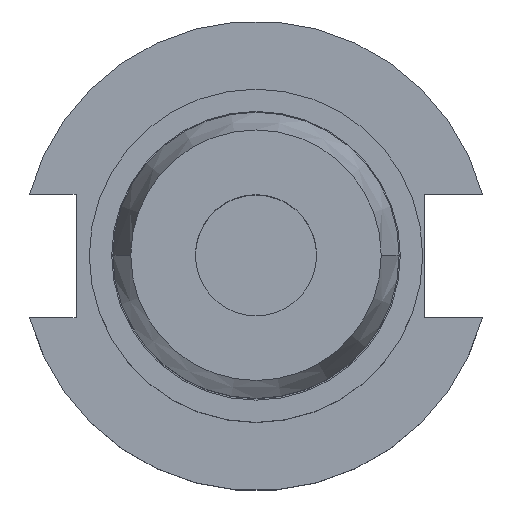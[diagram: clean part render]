
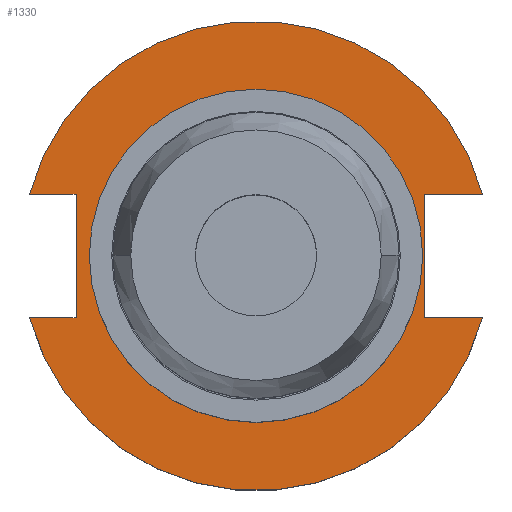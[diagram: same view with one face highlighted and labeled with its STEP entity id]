
A CAD part, top view. The second image highlights one B-rep face of the part: STEP entity #1330.
In plain terms, the highlighted planar face has unit normal (0, 0, 1).
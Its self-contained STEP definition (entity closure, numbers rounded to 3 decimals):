
#28 = DIRECTION ( 'NONE',  ( 1., 0., 0. ) ) ;
#51 = CARTESIAN_POINT ( 'NONE',  ( 35.306, -12.954, 19.05 ) ) ;
#53 = CARTESIAN_POINT ( 'NONE',  ( 47.477, 12.954, 19.05 ) ) ;
#56 = DIRECTION ( 'NONE',  ( 0., 0., 1. ) ) ;
#118 = LINE ( 'NONE', #719, #841 ) ;
#123 = EDGE_LOOP ( 'NONE', ( #684, #1771 ) ) ;
#215 = CIRCLE ( 'NONE', #1494, 34.925 ) ;
#224 = VERTEX_POINT ( 'NONE', #53 ) ;
#240 = CARTESIAN_POINT ( 'NONE',  ( -47.477, -12.954, 19.05 ) ) ;
#266 = DIRECTION ( 'NONE',  ( -1., 0., 0. ) ) ;
#370 = VECTOR ( 'NONE', #1967, 1000. ) ;
#415 = AXIS2_PLACEMENT_3D ( 'NONE', #764, #909, #433 ) ;
#419 = ORIENTED_EDGE ( 'NONE', *, *, #1929, .F. ) ;
#426 = DIRECTION ( 'NONE',  ( 1., 0., 0. ) ) ;
#430 = CARTESIAN_POINT ( 'NONE',  ( -34.925, 0., 19.05 ) ) ;
#432 = VERTEX_POINT ( 'NONE', #51 ) ;
#433 = DIRECTION ( 'NONE',  ( 1., 0., 0. ) ) ;
#473 = CARTESIAN_POINT ( 'NONE',  ( -37.719, 12.954, 19.05 ) ) ;
#486 = CIRCLE ( 'NONE', #1775, 34.925 ) ;
#489 = EDGE_CURVE ( 'NONE', #224, #1377, #1307, .T. ) ;
#515 = DIRECTION ( 'NONE',  ( 0., 0., 1. ) ) ;
#537 = FACE_OUTER_BOUND ( 'NONE', #1654, .T. ) ;
#561 = VERTEX_POINT ( 'NONE', #1188 ) ;
#564 = EDGE_CURVE ( 'NONE', #1748, #1769, #1456, .T. ) ;
#593 = DIRECTION ( 'NONE',  ( 1., 0., 0. ) ) ;
#595 = CARTESIAN_POINT ( 'NONE',  ( 35.306, -12.954, 19.05 ) ) ;
#597 = DIRECTION ( 'NONE',  ( 0., 0., 1. ) ) ;
#602 = AXIS2_PLACEMENT_3D ( 'NONE', #966, #56, #1132 ) ;
#603 = DIRECTION ( 'NONE',  ( 0., -1., 0. ) ) ;
#640 = VECTOR ( 'NONE', #994, 1000. ) ;
#660 = CARTESIAN_POINT ( 'NONE',  ( -37.719, 12.954, 19.05 ) ) ;
#662 = ORIENTED_EDGE ( 'NONE', *, *, #785, .F. ) ;
#674 = VERTEX_POINT ( 'NONE', #1951 ) ;
#684 = ORIENTED_EDGE ( 'NONE', *, *, #1145, .F. ) ;
#707 = CARTESIAN_POINT ( 'NONE',  ( -37.719, -12.954, 19.05 ) ) ;
#716 = VERTEX_POINT ( 'NONE', #430 ) ;
#717 = CARTESIAN_POINT ( 'NONE',  ( -63.719, -12.954, 19.05 ) ) ;
#719 = CARTESIAN_POINT ( 'NONE',  ( 35.306, 12.954, 19.05 ) ) ;
#764 = CARTESIAN_POINT ( 'NONE',  ( 0., 49.212, 19.05 ) ) ;
#776 = CARTESIAN_POINT ( 'NONE',  ( 35.306, 12.954, 19.05 ) ) ;
#785 = EDGE_CURVE ( 'NONE', #432, #561, #1776, .T. ) ;
#841 = VECTOR ( 'NONE', #266, 1000. ) ;
#850 = EDGE_CURVE ( 'NONE', #1130, #1377, #1681, .T. ) ;
#909 = DIRECTION ( 'NONE',  ( 0., 0., 1. ) ) ;
#920 = ORIENTED_EDGE ( 'NONE', *, *, #564, .F. ) ;
#936 = DIRECTION ( 'NONE',  ( 1., 0., 0. ) ) ;
#966 = CARTESIAN_POINT ( 'NONE',  ( 0., 0., 19.05 ) ) ;
#994 = DIRECTION ( 'NONE',  ( 1., 0., 0. ) ) ;
#1049 = PLANE ( 'NONE',  #415 ) ;
#1066 = CARTESIAN_POINT ( 'NONE',  ( 0., 0., 19.05 ) ) ;
#1076 = CARTESIAN_POINT ( 'NONE',  ( -63.719, 12.954, 19.05 ) ) ;
#1130 = VERTEX_POINT ( 'NONE', #660 ) ;
#1132 = DIRECTION ( 'NONE',  ( 1., 0., 0. ) ) ;
#1138 = CARTESIAN_POINT ( 'NONE',  ( 0., 0., 19.05 ) ) ;
#1145 = EDGE_CURVE ( 'NONE', #674, #716, #486, .T. ) ;
#1188 = CARTESIAN_POINT ( 'NONE',  ( 47.477, -12.954, 19.05 ) ) ;
#1199 = VECTOR ( 'NONE', #936, 1000. ) ;
#1213 = CARTESIAN_POINT ( 'NONE',  ( 0., 0., 19.05 ) ) ;
#1247 = ORIENTED_EDGE ( 'NONE', *, *, #850, .F. ) ;
#1307 = CIRCLE ( 'NONE', #602, 49.212 ) ;
#1308 = EDGE_CURVE ( 'NONE', #224, #1449, #118, .T. ) ;
#1317 = AXIS2_PLACEMENT_3D ( 'NONE', #1066, #1366, #593 ) ;
#1330 = ADVANCED_FACE ( 'NONE', ( #1828, #537 ), #1049, .T. ) ;
#1341 = EDGE_CURVE ( 'NONE', #1748, #561, #1710, .T. ) ;
#1347 = EDGE_CURVE ( 'NONE', #716, #674, #215, .T. ) ;
#1366 = DIRECTION ( 'NONE',  ( 0., 0., 1. ) ) ;
#1377 = VERTEX_POINT ( 'NONE', #1663 ) ;
#1394 = ORIENTED_EDGE ( 'NONE', *, *, #489, .T. ) ;
#1413 = VECTOR ( 'NONE', #603, 1000. ) ;
#1436 = VECTOR ( 'NONE', #1540, 1000. ) ;
#1449 = VERTEX_POINT ( 'NONE', #1802 ) ;
#1456 = LINE ( 'NONE', #717, #640 ) ;
#1494 = AXIS2_PLACEMENT_3D ( 'NONE', #1213, #597, #426 ) ;
#1540 = DIRECTION ( 'NONE',  ( 0., 1., 0. ) ) ;
#1643 = ORIENTED_EDGE ( 'NONE', *, *, #1909, .F. ) ;
#1654 = EDGE_LOOP ( 'NONE', ( #1898, #662, #1643, #1815, #1394, #1247, #419, #920 ) ) ;
#1663 = CARTESIAN_POINT ( 'NONE',  ( -47.477, 12.954, 19.05 ) ) ;
#1681 = LINE ( 'NONE', #1076, #370 ) ;
#1710 = CIRCLE ( 'NONE', #1317, 49.212 ) ;
#1748 = VERTEX_POINT ( 'NONE', #240 ) ;
#1769 = VERTEX_POINT ( 'NONE', #707 ) ;
#1771 = ORIENTED_EDGE ( 'NONE', *, *, #1347, .F. ) ;
#1775 = AXIS2_PLACEMENT_3D ( 'NONE', #1138, #515, #28 ) ;
#1776 = LINE ( 'NONE', #595, #1199 ) ;
#1802 = CARTESIAN_POINT ( 'NONE',  ( 35.306, 12.954, 19.05 ) ) ;
#1815 = ORIENTED_EDGE ( 'NONE', *, *, #1308, .F. ) ;
#1828 = FACE_BOUND ( 'NONE', #123, .T. ) ;
#1856 = LINE ( 'NONE', #776, #1413 ) ;
#1898 = ORIENTED_EDGE ( 'NONE', *, *, #1341, .T. ) ;
#1905 = LINE ( 'NONE', #473, #1436 ) ;
#1909 = EDGE_CURVE ( 'NONE', #1449, #432, #1856, .T. ) ;
#1929 = EDGE_CURVE ( 'NONE', #1769, #1130, #1905, .T. ) ;
#1951 = CARTESIAN_POINT ( 'NONE',  ( 34.925, 0., 19.05 ) ) ;
#1967 = DIRECTION ( 'NONE',  ( -1., 0., 0. ) ) ;
